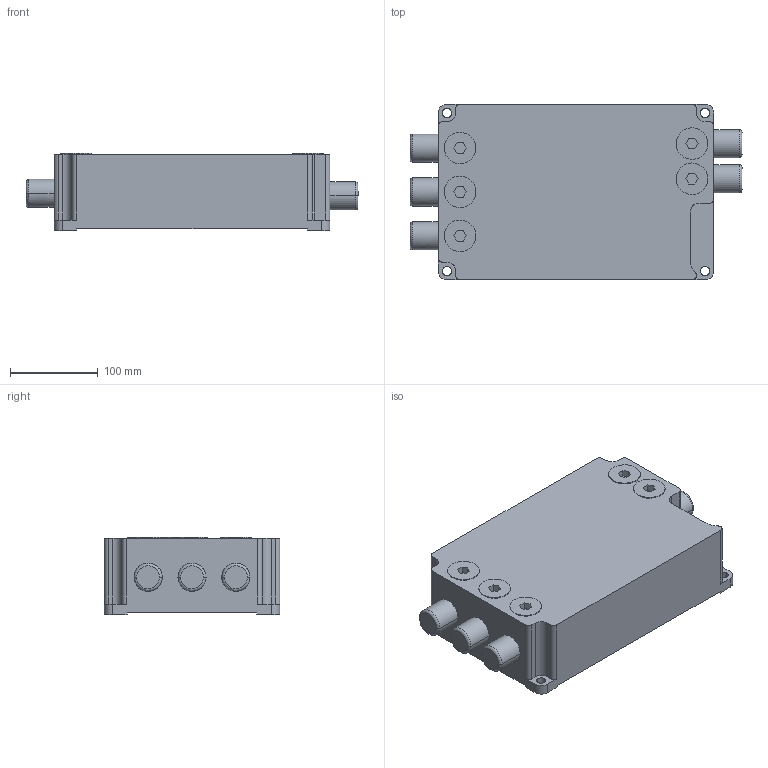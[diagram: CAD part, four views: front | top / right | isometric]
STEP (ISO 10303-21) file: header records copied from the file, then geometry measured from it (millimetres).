
FILE_DESCRIPTION(/* description */ (''),/* implementation_level */ '2;1');
FILE_NAME(/* name */ 'Rinehart_PM100',/* time_stamp */ '2017-01-09T20:55:33+09:00',/* author */ (''),/* organization */ (''),/* preprocessor_version */ 'ST-DEVELOPER v15',/* originating_system */ '',/* authorisation */ '');
FILE_SCHEMA (('AUTOMOTIVE_DESIGN'));
Length unit declared in the file: millimetre
Products named in the file (1): Document
Bounding box: 378 x 200 x 88 mm (x, y, z)
Volume: 5208602.1 mm3; surface area: 230015.7 mm2
Topology: 1 solids, 1 shells, 134 faces, 341 edges, 224 vertices
Faces by surface type: bspline 75, plane 59
Entity records: 4309 total; most frequent: CARTESIAN_POINT 2313, ORIENTED_EDGE 682, EDGE_CURVE 341, VERTEX_POINT 224, EDGE_LOOP 157, ADVANCED_FACE 134, FACE_OUTER_BOUND 134, B_SPLINE_CURVE_WITH_KNOTS 90
